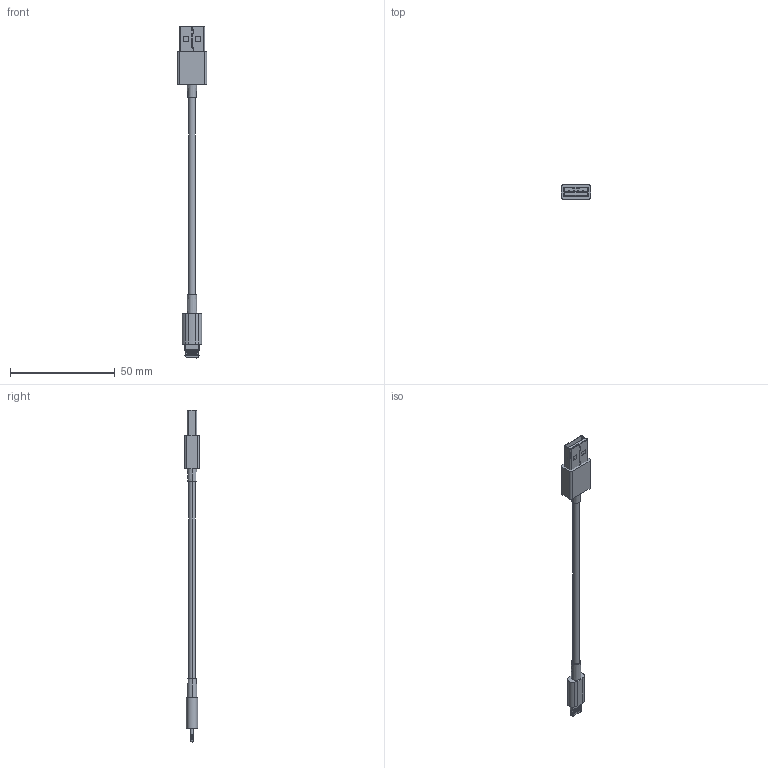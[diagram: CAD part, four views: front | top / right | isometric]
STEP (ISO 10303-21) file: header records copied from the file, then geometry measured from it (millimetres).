
FILE_DESCRIPTION (( 'STEP AP214' ), '1' );
FILE_NAME ('CAUA-LT-WHT_3D.STEP', '2022-08-18T18:35:22', ( '' ), ( '' ), 'SwSTEP 2.0', 'SolidWorks 2021', '' );
FILE_SCHEMA (( 'AUTOMOTIVE_DESIGN' ));
Length unit declared in the file: inch
Products named in the file (10): 1AA05-063; 1AA05-063-MA1; 00^CAUA-LT-WHT-xF_CAUA-LT-WHT; CAUA-LT-WHT-MA1; 1AA05-063-MA3_LONG CONTACT; CAUA-LT-WHT_3D; 1AA05-063-MA2; CAUA-LT-WHT-xF^CAUA-LT-WHT; 1AA05-063-MA3_SHORT ONTACT
Assembly tree (11 placements, depth 4):
  CAUA-LT-WHT_3D
    CAUA-LT-WHT-xF^CAUA-LT-WHT
      00^CAUA-LT-WHT-xF_CAUA-LT-WHT
    CAUA-LT-WHT-MA1
      CAUA-LT-WHT-MA1
      1AA05-063
        1AA05-063-MA1
        1AA05-063-MA2
        1AA05-063-MA3_LONG CONTACT  x2
        1AA05-063-MA3_SHORT ONTACT  x2
Bounding box: 14 x 7 x 158.15 mm (x, y, z)
Volume: 3954.2 mm3; surface area: 4688 mm2
Topology: 8 solids, 8 shells, 1136 faces, 2764 edges, 1666 vertices
Faces by surface type: plane 736, cylinder 340, torus 44, sphere 8, cone 6, bspline 2
Entity records: 24109 total; most frequent: CARTESIAN_POINT 4682, ORIENTED_EDGE 4012, DIRECTION 3898, EDGE_CURVE 2006, LINE 1496, VECTOR 1496, VERTEX_POINT 1238, AXIS2_PLACEMENT_3D 1201
